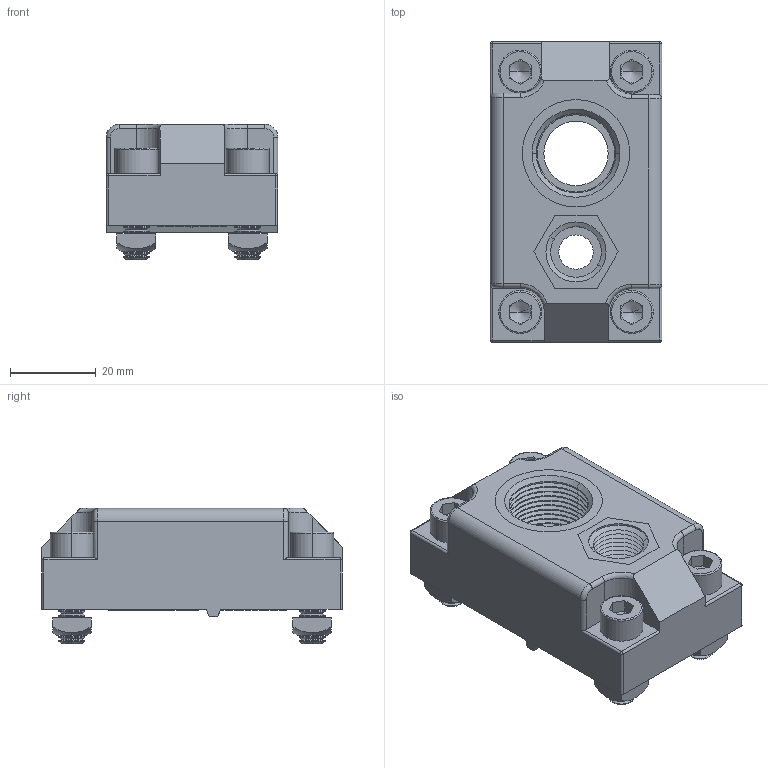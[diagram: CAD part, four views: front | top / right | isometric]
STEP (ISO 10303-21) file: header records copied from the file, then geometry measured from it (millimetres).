
FILE_DESCRIPTION (( 'STEP AP214' ), '1' );
FILE_NAME ('SIC-M231.012.014.STEP', '2019-02-19T12:51:52', ( '' ), ( '' ), 'SwSTEP 2.0', 'SolidWorks 2018', '' );
FILE_SCHEMA (( 'AUTOMOTIVE_DESIGN' ));
Length unit declared in the file: millimetre
Products named in the file (1): SIC-M231.012.014
Bounding box: 40 x 70 x 31.5 mm (x, y, z)
Volume: 51352.4 mm3; surface area: 26349 mm2
Topology: 13 solids, 13 shells, 888 faces, 2201 edges, 1344 vertices
Faces by surface type: cone 396, cylinder 273, plane 175, torus 32, sphere 12
Entity records: 36754 total; most frequent: DIRECTION 5139, CARTESIAN_POINT 4859, ORIENTED_EDGE 4378, EDGE_CURVE 2189, AXIS2_PLACEMENT_3D 2082, VERTEX_POINT 1344, CIRCLE 1193, VECTOR 975
